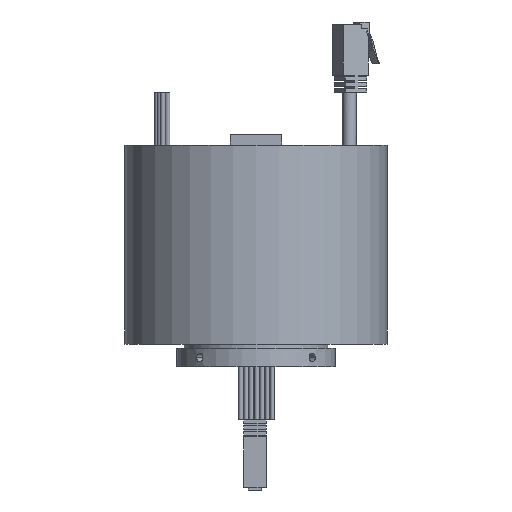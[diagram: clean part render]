
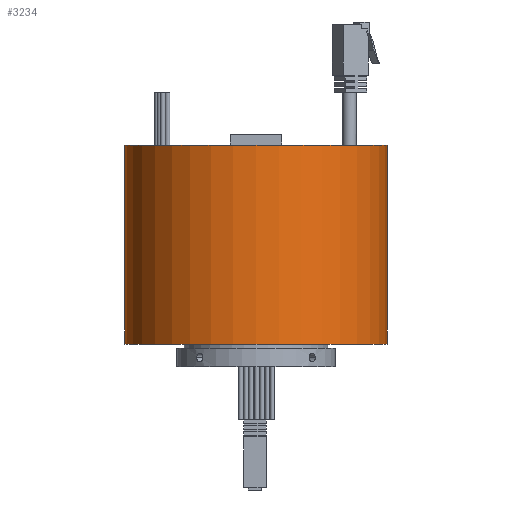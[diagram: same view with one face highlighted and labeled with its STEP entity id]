
A CAD part, front view. The second image highlights one B-rep face of the part: STEP entity #3234.
In plain terms, the highlighted cylindrical face has radius 49.5 mm (diameter 99 mm), a partial arc.
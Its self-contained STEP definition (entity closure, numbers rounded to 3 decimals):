
#26 = DIRECTION ( 'NONE',  ( 0., 0., -1. ) ) ;
#91 = VERTEX_POINT ( 'NONE', #5263 ) ;
#798 = EDGE_LOOP ( 'NONE', ( #2686, #1454, #3767, #1307 ) ) ;
#823 = FACE_OUTER_BOUND ( 'NONE', #798, .T. ) ;
#864 = CIRCLE ( 'NONE', #1496, 49.5 ) ;
#969 = CIRCLE ( 'NONE', #5427, 49.5 ) ;
#1030 = VECTOR ( 'NONE', #26, 1000. ) ;
#1307 = ORIENTED_EDGE ( 'NONE', *, *, #3802, .T. ) ;
#1313 = CARTESIAN_POINT ( 'NONE',  ( 49.5, 0., 8.6 ) ) ;
#1384 = VERTEX_POINT ( 'NONE', #3720 ) ;
#1454 = ORIENTED_EDGE ( 'NONE', *, *, #1904, .F. ) ;
#1496 = AXIS2_PLACEMENT_3D ( 'NONE', #4170, #4160, #4139 ) ;
#1689 = LINE ( 'NONE', #3052, #3988 ) ;
#1904 = EDGE_CURVE ( 'NONE', #1384, #5705, #864, .T. ) ;
#2045 = CARTESIAN_POINT ( 'NONE',  ( 49.5, 0., 83.6 ) ) ;
#2106 = LINE ( 'NONE', #2363, #1030 ) ;
#2363 = CARTESIAN_POINT ( 'NONE',  ( -49.5, 0., 83.6 ) ) ;
#2686 = ORIENTED_EDGE ( 'NONE', *, *, #3601, .F. ) ;
#2984 = CYLINDRICAL_SURFACE ( 'NONE', #3089, 49.5 ) ;
#3052 = CARTESIAN_POINT ( 'NONE',  ( 49.5, 0., 83.6 ) ) ;
#3089 = AXIS2_PLACEMENT_3D ( 'NONE', #3817, #3701, #5582 ) ;
#3234 = ADVANCED_FACE ( 'NONE', ( #823 ), #2984, .T. ) ;
#3434 = DIRECTION ( 'NONE',  ( 1., 0., 0. ) ) ;
#3451 = DIRECTION ( 'NONE',  ( 0., 0., 1. ) ) ;
#3490 = CARTESIAN_POINT ( 'NONE',  ( 0., 0., 8.6 ) ) ;
#3601 = EDGE_CURVE ( 'NONE', #5705, #4741, #1689, .T. ) ;
#3701 = DIRECTION ( 'NONE',  ( 0., 0., -1. ) ) ;
#3720 = CARTESIAN_POINT ( 'NONE',  ( -49.5, 0., 83.6 ) ) ;
#3767 = ORIENTED_EDGE ( 'NONE', *, *, #4299, .T. ) ;
#3802 = EDGE_CURVE ( 'NONE', #91, #4741, #969, .T. ) ;
#3817 = CARTESIAN_POINT ( 'NONE',  ( 0., 0., 83.6 ) ) ;
#3960 = DIRECTION ( 'NONE',  ( 0., 0., -1. ) ) ;
#3988 = VECTOR ( 'NONE', #3960, 1000. ) ;
#4139 = DIRECTION ( 'NONE',  ( 1., 0., 0. ) ) ;
#4160 = DIRECTION ( 'NONE',  ( 0., 0., 1. ) ) ;
#4170 = CARTESIAN_POINT ( 'NONE',  ( 0., 0., 83.6 ) ) ;
#4299 = EDGE_CURVE ( 'NONE', #1384, #91, #2106, .T. ) ;
#4741 = VERTEX_POINT ( 'NONE', #1313 ) ;
#5263 = CARTESIAN_POINT ( 'NONE',  ( -49.5, 0., 8.6 ) ) ;
#5427 = AXIS2_PLACEMENT_3D ( 'NONE', #3490, #3451, #3434 ) ;
#5582 = DIRECTION ( 'NONE',  ( -1., 0., 0. ) ) ;
#5705 = VERTEX_POINT ( 'NONE', #2045 ) ;
